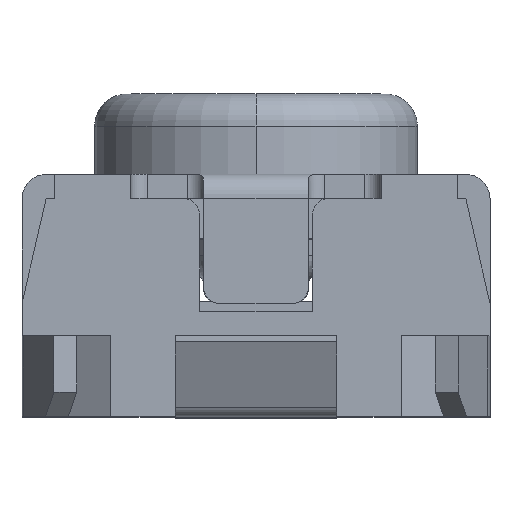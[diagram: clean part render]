
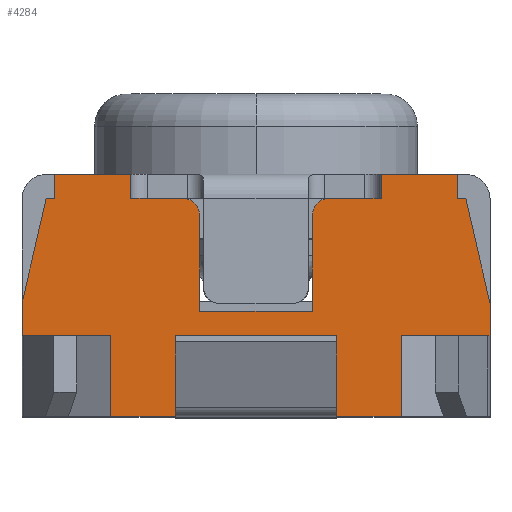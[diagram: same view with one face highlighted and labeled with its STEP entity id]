
A CAD part, top view. The second image highlights one B-rep face of the part: STEP entity #4284.
In plain terms, the highlighted planar face has unit normal (0, 0, 1).
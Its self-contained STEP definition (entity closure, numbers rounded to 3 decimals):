
#441=DIRECTION('',(0.,-1.,0.));
#442=VECTOR('',#441,0.6);
#443=CARTESIAN_POINT('',(1.8,1.3,-0.3));
#444=LINE('',#443,#442);
#449=DIRECTION('',(-1.,0.,0.));
#450=VECTOR('',#449,0.05);
#451=CARTESIAN_POINT('',(0.2,1.4,-0.3));
#452=LINE('',#451,#450);
#453=DIRECTION('',(0.,-1.,0.));
#454=VECTOR('',#453,0.15);
#455=CARTESIAN_POINT('',(0.2,1.55,-0.3));
#456=LINE('',#455,#454);
#457=DIRECTION('',(-1.,0.,0.));
#458=VECTOR('',#457,0.475);
#459=CARTESIAN_POINT('',(0.675,1.55,-0.3));
#460=LINE('',#459,#458);
#461=DIRECTION('',(-1.,0.,0.));
#462=VECTOR('',#461,0.325);
#463=CARTESIAN_POINT('',(1.,1.4,-0.3));
#464=LINE('',#463,#462);
#465=CARTESIAN_POINT('',(1.,1.3,-0.3));
#466=DIRECTION('',(0.,0.,1.));
#467=DIRECTION('',(1.,0.,0.));
#468=AXIS2_PLACEMENT_3D('',#465,#466,#467);
#470=CARTESIAN_POINT('',(1.9,1.3,-0.3));
#471=DIRECTION('',(0.,0.,1.));
#472=DIRECTION('',(0.,1.,0.));
#473=AXIS2_PLACEMENT_3D('',#470,#471,#472);
#475=DIRECTION('',(-1.,0.,0.));
#476=VECTOR('',#475,0.325);
#477=CARTESIAN_POINT('',(2.225,1.4,-0.3));
#478=LINE('',#477,#476);
#479=DIRECTION('',(0.,-1.,0.));
#480=VECTOR('',#479,0.15);
#481=CARTESIAN_POINT('',(2.225,1.55,-0.3));
#482=LINE('',#481,#480);
#483=DIRECTION('',(-1.,0.,0.));
#484=VECTOR('',#483,0.475);
#485=CARTESIAN_POINT('',(2.7,1.55,-0.3));
#486=LINE('',#485,#484);
#487=DIRECTION('',(-1.,0.,0.));
#488=VECTOR('',#487,0.05);
#489=CARTESIAN_POINT('',(2.75,1.4,-0.3));
#490=LINE('',#489,#488);
#491=DIRECTION('',(-0.225,0.974,0.));
#492=VECTOR('',#491,0.667);
#493=CARTESIAN_POINT('',(2.9,0.75,-0.3));
#494=LINE('',#493,#492);
#495=DIRECTION('',(1.,0.,0.));
#496=VECTOR('',#495,0.55);
#497=CARTESIAN_POINT('',(2.35,0.55,-0.3));
#498=LINE('',#497,#496);
#499=DIRECTION('',(1.,0.,0.));
#500=VECTOR('',#499,0.4);
#501=CARTESIAN_POINT('',(1.95,0.05,-0.3));
#502=LINE('',#501,#500);
#503=DIRECTION('',(1.,0.,0.));
#504=VECTOR('',#503,0.4);
#505=CARTESIAN_POINT('',(0.55,0.05,-0.3));
#506=LINE('',#505,#504);
#507=DIRECTION('',(1.,0.,0.));
#508=VECTOR('',#507,0.55);
#509=CARTESIAN_POINT('',(0.,0.55,-0.3));
#510=LINE('',#509,#508);
#511=DIRECTION('',(-0.225,-0.974,0.));
#512=VECTOR('',#511,0.667);
#513=CARTESIAN_POINT('',(0.15,1.4,-0.3));
#514=LINE('',#513,#512);
#552=DIRECTION('',(0.,-1.,0.));
#553=VECTOR('',#552,0.15);
#554=CARTESIAN_POINT('',(0.675,1.55,-0.3));
#555=LINE('',#554,#553);
#623=DIRECTION('',(0.,-1.,0.));
#624=VECTOR('',#623,0.2);
#625=CARTESIAN_POINT('',(0.,0.75,-0.3));
#626=LINE('',#625,#624);
#733=DIRECTION('',(0.,1.,0.));
#734=VECTOR('',#733,0.5);
#735=CARTESIAN_POINT('',(0.55,0.05,-0.3));
#736=LINE('',#735,#734);
#936=DIRECTION('',(0.,1.,0.));
#937=VECTOR('',#936,0.2);
#938=CARTESIAN_POINT('',(2.9,0.55,-0.3));
#939=LINE('',#938,#937);
#1033=DIRECTION('',(0.,-1.,0.));
#1034=VECTOR('',#1033,0.15);
#1035=CARTESIAN_POINT('',(2.7,1.55,-0.3));
#1036=LINE('',#1035,#1034);
#1358=DIRECTION('',(1.,0.,0.));
#1359=VECTOR('',#1358,0.7);
#1360=CARTESIAN_POINT('',(1.1,0.7,-0.3));
#1361=LINE('',#1360,#1359);
#1454=DIRECTION('',(0.,1.,0.));
#1455=VECTOR('',#1454,0.6);
#1456=CARTESIAN_POINT('',(1.1,0.7,-0.3));
#1457=LINE('',#1456,#1455);
#2413=DIRECTION('',(0.,1.,0.));
#2414=VECTOR('',#2413,0.5);
#2415=CARTESIAN_POINT('',(2.35,0.05,-0.3));
#2416=LINE('',#2415,#2414);
#2454=DIRECTION('',(0.,1.,0.));
#2455=VECTOR('',#2454,0.1);
#2456=CARTESIAN_POINT('',(0.95,0.05,-0.3));
#2457=LINE('',#2456,#2455);
#2503=DIRECTION('',(-1.,0.,0.));
#2504=VECTOR('',#2503,1.);
#2505=CARTESIAN_POINT('',(1.95,0.15,-0.3));
#2506=LINE('',#2505,#2504);
#2533=DIRECTION('',(0.,1.,0.));
#2534=VECTOR('',#2533,0.1);
#2535=CARTESIAN_POINT('',(1.95,0.05,-0.3));
#2536=LINE('',#2535,#2534);
#2924=CARTESIAN_POINT('',(2.35,0.05,-0.3));
#2926=VERTEX_POINT('',#2924);
#2927=CARTESIAN_POINT('',(1.95,0.05,-0.3));
#2928=VERTEX_POINT('',#2927);
#2929=CARTESIAN_POINT('',(0.55,0.05,-0.3));
#2930=CARTESIAN_POINT('',(0.95,0.05,-0.3));
#2931=VERTEX_POINT('',#2929);
#2932=VERTEX_POINT('',#2930);
#2937=CARTESIAN_POINT('',(0.55,0.55,-0.3));
#2938=VERTEX_POINT('',#2937);
#2939=CARTESIAN_POINT('',(0.,0.55,-0.3));
#2940=VERTEX_POINT('',#2939);
#2941=CARTESIAN_POINT('',(2.35,0.55,-0.3));
#2942=CARTESIAN_POINT('',(2.9,0.55,-0.3));
#2943=VERTEX_POINT('',#2941);
#2944=VERTEX_POINT('',#2942);
#2949=CARTESIAN_POINT('',(0.,0.75,-0.3));
#2950=VERTEX_POINT('',#2949);
#2951=CARTESIAN_POINT('',(0.15,1.4,-0.3));
#2952=VERTEX_POINT('',#2951);
#2953=CARTESIAN_POINT('',(1.1,1.3,-0.3));
#2954=CARTESIAN_POINT('',(1.,1.4,-0.3));
#2955=VERTEX_POINT('',#2953);
#2956=VERTEX_POINT('',#2954);
#2957=CARTESIAN_POINT('',(1.1,0.7,-0.3));
#2958=VERTEX_POINT('',#2957);
#2959=CARTESIAN_POINT('',(1.8,0.7,-0.3));
#2960=VERTEX_POINT('',#2959);
#2961=CARTESIAN_POINT('',(1.8,1.3,-0.3));
#2962=VERTEX_POINT('',#2961);
#2963=CARTESIAN_POINT('',(1.9,1.4,-0.3));
#2964=VERTEX_POINT('',#2963);
#2965=CARTESIAN_POINT('',(2.9,0.75,-0.3));
#2966=CARTESIAN_POINT('',(2.75,1.4,-0.3));
#2967=VERTEX_POINT('',#2965);
#2968=VERTEX_POINT('',#2966);
#2969=CARTESIAN_POINT('',(1.95,0.15,-0.3));
#2970=CARTESIAN_POINT('',(0.95,0.15,-0.3));
#2971=VERTEX_POINT('',#2969);
#2972=VERTEX_POINT('',#2970);
#3097=CARTESIAN_POINT('',(0.675,1.55,-0.3));
#3098=VERTEX_POINT('',#3097);
#3099=CARTESIAN_POINT('',(0.2,1.55,-0.3));
#3100=VERTEX_POINT('',#3099);
#3137=CARTESIAN_POINT('',(2.7,1.55,-0.3));
#3138=VERTEX_POINT('',#3137);
#3139=CARTESIAN_POINT('',(2.225,1.55,-0.3));
#3140=VERTEX_POINT('',#3139);
#3447=CARTESIAN_POINT('',(2.225,1.4,-0.3));
#3448=VERTEX_POINT('',#3447);
#3449=CARTESIAN_POINT('',(2.7,1.4,-0.3));
#3451=VERTEX_POINT('',#3449);
#3463=CARTESIAN_POINT('',(0.2,1.4,-0.3));
#3464=VERTEX_POINT('',#3463);
#3465=CARTESIAN_POINT('',(0.675,1.4,-0.3));
#3467=VERTEX_POINT('',#3465);
#4225=CARTESIAN_POINT('',(1.45,0.725,-0.3));
#4226=DIRECTION('',(0.,0.,1.));
#4227=DIRECTION('',(1.,0.,0.));
#4228=AXIS2_PLACEMENT_3D('',#4225,#4226,#4227);
#4229=PLANE('',#4228);
#4231=ORIENTED_EDGE('',*,*,#4230,.F.);
#4233=ORIENTED_EDGE('',*,*,#4232,.F.);
#4235=ORIENTED_EDGE('',*,*,#4234,.F.);
#4237=ORIENTED_EDGE('',*,*,#4236,.T.);
#4239=ORIENTED_EDGE('',*,*,#4238,.F.);
#4241=ORIENTED_EDGE('',*,*,#4240,.F.);
#4243=ORIENTED_EDGE('',*,*,#4242,.F.);
#4245=ORIENTED_EDGE('',*,*,#4244,.T.);
#4246=ORIENTED_EDGE('',*,*,#4218,.F.);
#4247=ORIENTED_EDGE('',*,*,#3951,.F.);
#4248=ORIENTED_EDGE('',*,*,#3970,.F.);
#4250=ORIENTED_EDGE('',*,*,#4249,.F.);
#4252=ORIENTED_EDGE('',*,*,#4251,.F.);
#4254=ORIENTED_EDGE('',*,*,#4253,.T.);
#4255=ORIENTED_EDGE('',*,*,#3987,.F.);
#4257=ORIENTED_EDGE('',*,*,#4256,.F.);
#4259=ORIENTED_EDGE('',*,*,#4258,.F.);
#4261=ORIENTED_EDGE('',*,*,#4260,.F.);
#4263=ORIENTED_EDGE('',*,*,#4262,.F.);
#4265=ORIENTED_EDGE('',*,*,#4264,.F.);
#4267=ORIENTED_EDGE('',*,*,#4266,.T.);
#4269=ORIENTED_EDGE('',*,*,#4268,.T.);
#4271=ORIENTED_EDGE('',*,*,#4270,.F.);
#4273=ORIENTED_EDGE('',*,*,#4272,.F.);
#4275=ORIENTED_EDGE('',*,*,#4274,.T.);
#4277=ORIENTED_EDGE('',*,*,#4276,.F.);
#4279=ORIENTED_EDGE('',*,*,#4278,.F.);
#4281=ORIENTED_EDGE('',*,*,#4280,.F.);
#4282=EDGE_LOOP('',(#4231,#4233,#4235,#4237,#4239,#4241,#4243,#4245,#4246,#4247,
#4248,#4250,#4252,#4254,#4255,#4257,#4259,#4261,#4263,#4265,#4267,#4269,#4271,
#4273,#4275,#4277,#4279,#4281));
#4283=FACE_OUTER_BOUND('',#4282,.F.);
#4284=ADVANCED_FACE('',(#4283),#4229,.T.);
#469=CIRCLE('',#468,0.1);
#474=CIRCLE('',#473,0.1);
#3951=EDGE_CURVE('',#2964,#2962,#474,.T.);
#3970=EDGE_CURVE('',#3448,#2964,#478,.T.);
#3987=EDGE_CURVE('',#2968,#3451,#490,.T.);
#4218=EDGE_CURVE('',#2962,#2960,#444,.T.);
#4230=EDGE_CURVE('',#3464,#2952,#452,.T.);
#4232=EDGE_CURVE('',#3100,#3464,#456,.T.);
#4234=EDGE_CURVE('',#3098,#3100,#460,.T.);
#4236=EDGE_CURVE('',#3098,#3467,#555,.T.);
#4238=EDGE_CURVE('',#2956,#3467,#464,.T.);
#4240=EDGE_CURVE('',#2955,#2956,#469,.T.);
#4242=EDGE_CURVE('',#2958,#2955,#1457,.T.);
#4244=EDGE_CURVE('',#2958,#2960,#1361,.T.);
#4249=EDGE_CURVE('',#3140,#3448,#482,.T.);
#4251=EDGE_CURVE('',#3138,#3140,#486,.T.);
#4253=EDGE_CURVE('',#3138,#3451,#1036,.T.);
#4256=EDGE_CURVE('',#2967,#2968,#494,.T.);
#4258=EDGE_CURVE('',#2944,#2967,#939,.T.);
#4260=EDGE_CURVE('',#2943,#2944,#498,.T.);
#4262=EDGE_CURVE('',#2926,#2943,#2416,.T.);
#4264=EDGE_CURVE('',#2928,#2926,#502,.T.);
#4266=EDGE_CURVE('',#2928,#2971,#2536,.T.);
#4268=EDGE_CURVE('',#2971,#2972,#2506,.T.);
#4270=EDGE_CURVE('',#2932,#2972,#2457,.T.);
#4272=EDGE_CURVE('',#2931,#2932,#506,.T.);
#4274=EDGE_CURVE('',#2931,#2938,#736,.T.);
#4276=EDGE_CURVE('',#2940,#2938,#510,.T.);
#4278=EDGE_CURVE('',#2950,#2940,#626,.T.);
#4280=EDGE_CURVE('',#2952,#2950,#514,.T.);
